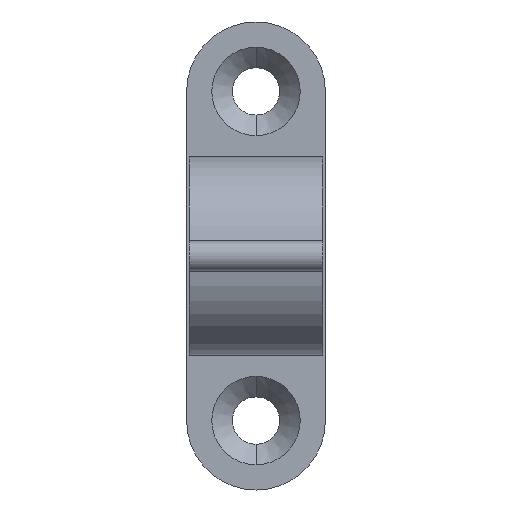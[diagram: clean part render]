
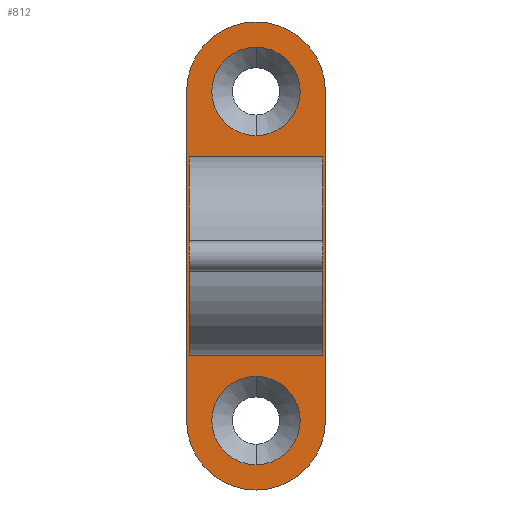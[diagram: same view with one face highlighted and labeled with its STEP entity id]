
A CAD part, front view. The second image highlights one B-rep face of the part: STEP entity #812.
In plain terms, the highlighted planar face has unit normal (0, -1, 0).
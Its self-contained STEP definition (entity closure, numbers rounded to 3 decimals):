
#9 = CARTESIAN_POINT ( 'NONE',  ( -6.75, -2.4, 16. ) ) ;
#12 = CARTESIAN_POINT ( 'NONE',  ( 0., -2.4, 16. ) ) ;
#13 = AXIS2_PLACEMENT_3D ( 'NONE', #920, #205, #227 ) ;
#23 = AXIS2_PLACEMENT_3D ( 'NONE', #760, #400, #1021 ) ;
#27 = DIRECTION ( 'NONE',  ( 0., 0., 1. ) ) ;
#32 = CARTESIAN_POINT ( 'NONE',  ( 0., -2.4, -16. ) ) ;
#40 = CIRCLE ( 'NONE', #71, 6.75 ) ;
#44 = CARTESIAN_POINT ( 'NONE',  ( 0., -2.4, 11.7 ) ) ;
#54 = DIRECTION ( 'NONE',  ( 0., -1., 0. ) ) ;
#66 = ORIENTED_EDGE ( 'NONE', *, *, #328, .T. ) ;
#70 = AXIS2_PLACEMENT_3D ( 'NONE', #443, #892, #84 ) ;
#71 = AXIS2_PLACEMENT_3D ( 'NONE', #12, #367, #1076 ) ;
#74 = EDGE_CURVE ( 'NONE', #241, #683, #771, .T. ) ;
#84 = DIRECTION ( 'NONE',  ( 0., 0., 1. ) ) ;
#95 = AXIS2_PLACEMENT_3D ( 'NONE', #32, #713, #811 ) ;
#100 = EDGE_LOOP ( 'NONE', ( #66, #176 ) ) ;
#103 = CARTESIAN_POINT ( 'NONE',  ( -6.75, -2.4, 16. ) ) ;
#111 = CIRCLE ( 'NONE', #162, 4.3 ) ;
#115 = EDGE_CURVE ( 'NONE', #178, #437, #221, .T. ) ;
#149 = VERTEX_POINT ( 'NONE', #765 ) ;
#162 = AXIS2_PLACEMENT_3D ( 'NONE', #917, #814, #463 ) ;
#176 = ORIENTED_EDGE ( 'NONE', *, *, #208, .T. ) ;
#178 = VERTEX_POINT ( 'NONE', #806 ) ;
#184 = ORIENTED_EDGE ( 'NONE', *, *, #1068, .F. ) ;
#201 = LINE ( 'NONE', #460, #396 ) ;
#205 = DIRECTION ( 'NONE',  ( 0., 1., 0. ) ) ;
#208 = EDGE_CURVE ( 'NONE', #913, #543, #670, .T. ) ;
#221 = CIRCLE ( 'NONE', #835, 4.3 ) ;
#224 = CIRCLE ( 'NONE', #635, 4. ) ;
#227 = DIRECTION ( 'NONE',  ( 0., 0., 1. ) ) ;
#241 = VERTEX_POINT ( 'NONE', #9 ) ;
#280 = EDGE_CURVE ( 'NONE', #431, #326, #224, .T. ) ;
#282 = VERTEX_POINT ( 'NONE', #978 ) ;
#290 = DIRECTION ( 'NONE',  ( 0., 0., 1. ) ) ;
#304 = DIRECTION ( 'NONE',  ( 0., 1., 0. ) ) ;
#326 = VERTEX_POINT ( 'NONE', #985 ) ;
#328 = EDGE_CURVE ( 'NONE', #543, #913, #111, .T. ) ;
#359 = EDGE_LOOP ( 'NONE', ( #783, #822 ) ) ;
#367 = DIRECTION ( 'NONE',  ( 0., 1., 0. ) ) ;
#368 = DIRECTION ( 'NONE',  ( 0., -1., 0. ) ) ;
#377 = CARTESIAN_POINT ( 'NONE',  ( 0., -2.4, 4. ) ) ;
#387 = EDGE_CURVE ( 'NONE', #282, #241, #552, .T. ) ;
#388 = CARTESIAN_POINT ( 'NONE',  ( 0., -2.4, -16. ) ) ;
#396 = VECTOR ( 'NONE', #982, 1000. ) ;
#400 = DIRECTION ( 'NONE',  ( 0., 1., 0. ) ) ;
#404 = FACE_OUTER_BOUND ( 'NONE', #829, .T. ) ;
#409 = FACE_BOUND ( 'NONE', #100, .T. ) ;
#417 = ORIENTED_EDGE ( 'NONE', *, *, #387, .F. ) ;
#431 = VERTEX_POINT ( 'NONE', #377 ) ;
#437 = VERTEX_POINT ( 'NONE', #847 ) ;
#443 = CARTESIAN_POINT ( 'NONE',  ( 0., -2.4, 16. ) ) ;
#455 = AXIS2_PLACEMENT_3D ( 'NONE', #1090, #1001, #990 ) ;
#460 = CARTESIAN_POINT ( 'NONE',  ( 6.75, -2.4, 16. ) ) ;
#462 = CARTESIAN_POINT ( 'NONE',  ( 0., -2.4, 0. ) ) ;
#463 = DIRECTION ( 'NONE',  ( 0., 0., 1. ) ) ;
#492 = CARTESIAN_POINT ( 'NONE',  ( 0., -2.4, 20.3 ) ) ;
#499 = DIRECTION ( 'NONE',  ( 0., 0., 1. ) ) ;
#529 = ORIENTED_EDGE ( 'NONE', *, *, #1134, .F. ) ;
#543 = VERTEX_POINT ( 'NONE', #44 ) ;
#545 = FACE_BOUND ( 'NONE', #359, .T. ) ;
#552 = LINE ( 'NONE', #103, #1074 ) ;
#584 = FACE_BOUND ( 'NONE', #1075, .T. ) ;
#605 = AXIS2_PLACEMENT_3D ( 'NONE', #462, #368, #290 ) ;
#635 = AXIS2_PLACEMENT_3D ( 'NONE', #716, #54, #676 ) ;
#670 = CIRCLE ( 'NONE', #70, 4.3 ) ;
#676 = DIRECTION ( 'NONE',  ( 0., 0., 1. ) ) ;
#683 = VERTEX_POINT ( 'NONE', #743 ) ;
#705 = CARTESIAN_POINT ( 'NONE',  ( 6.75, -2.4, -16. ) ) ;
#713 = DIRECTION ( 'NONE',  ( 0., 1., 0. ) ) ;
#716 = CARTESIAN_POINT ( 'NONE',  ( 0., -2.4, 0. ) ) ;
#719 = ORIENTED_EDGE ( 'NONE', *, *, #74, .F. ) ;
#743 = CARTESIAN_POINT ( 'NONE',  ( 0., -2.4, 22.75 ) ) ;
#747 = EDGE_CURVE ( 'NONE', #326, #431, #955, .T. ) ;
#760 = CARTESIAN_POINT ( 'NONE',  ( 0., -2.4, 16. ) ) ;
#765 = CARTESIAN_POINT ( 'NONE',  ( 6.75, -2.4, 16. ) ) ;
#771 = CIRCLE ( 'NONE', #13, 6.75 ) ;
#780 = EDGE_CURVE ( 'NONE', #965, #282, #897, .T. ) ;
#783 = ORIENTED_EDGE ( 'NONE', *, *, #1079, .T. ) ;
#806 = CARTESIAN_POINT ( 'NONE',  ( 0., -2.4, -11.7 ) ) ;
#811 = DIRECTION ( 'NONE',  ( 0., 0., 1. ) ) ;
#812 = ADVANCED_FACE ( 'NONE', ( #545, #409, #584, #404 ), #838, .F. ) ;
#814 = DIRECTION ( 'NONE',  ( 0., 1., 0. ) ) ;
#816 = ORIENTED_EDGE ( 'NONE', *, *, #747, .F. ) ;
#822 = ORIENTED_EDGE ( 'NONE', *, *, #115, .T. ) ;
#829 = EDGE_LOOP ( 'NONE', ( #719, #417, #1040, #184, #529 ) ) ;
#835 = AXIS2_PLACEMENT_3D ( 'NONE', #388, #304, #499 ) ;
#838 = PLANE ( 'NONE',  #23 ) ;
#847 = CARTESIAN_POINT ( 'NONE',  ( 0., -2.4, -20.3 ) ) ;
#858 = ORIENTED_EDGE ( 'NONE', *, *, #280, .F. ) ;
#892 = DIRECTION ( 'NONE',  ( 0., 1., 0. ) ) ;
#897 = CIRCLE ( 'NONE', #455, 6.75 ) ;
#913 = VERTEX_POINT ( 'NONE', #492 ) ;
#917 = CARTESIAN_POINT ( 'NONE',  ( 0., -2.4, 16. ) ) ;
#920 = CARTESIAN_POINT ( 'NONE',  ( 0., -2.4, 16. ) ) ;
#955 = CIRCLE ( 'NONE', #605, 4. ) ;
#965 = VERTEX_POINT ( 'NONE', #705 ) ;
#978 = CARTESIAN_POINT ( 'NONE',  ( -6.75, -2.4, -16. ) ) ;
#982 = DIRECTION ( 'NONE',  ( 0., 0., -1. ) ) ;
#985 = CARTESIAN_POINT ( 'NONE',  ( 0., -2.4, -4. ) ) ;
#990 = DIRECTION ( 'NONE',  ( 0., 0., 1. ) ) ;
#1001 = DIRECTION ( 'NONE',  ( 0., 1., 0. ) ) ;
#1003 = CIRCLE ( 'NONE', #95, 4.3 ) ;
#1021 = DIRECTION ( 'NONE',  ( 0., 0., 1. ) ) ;
#1040 = ORIENTED_EDGE ( 'NONE', *, *, #780, .F. ) ;
#1068 = EDGE_CURVE ( 'NONE', #149, #965, #201, .T. ) ;
#1074 = VECTOR ( 'NONE', #27, 1000. ) ;
#1075 = EDGE_LOOP ( 'NONE', ( #858, #816 ) ) ;
#1076 = DIRECTION ( 'NONE',  ( 0., 0., 1. ) ) ;
#1079 = EDGE_CURVE ( 'NONE', #437, #178, #1003, .T. ) ;
#1090 = CARTESIAN_POINT ( 'NONE',  ( 0., -2.4, -16. ) ) ;
#1134 = EDGE_CURVE ( 'NONE', #683, #149, #40, .T. ) ;
